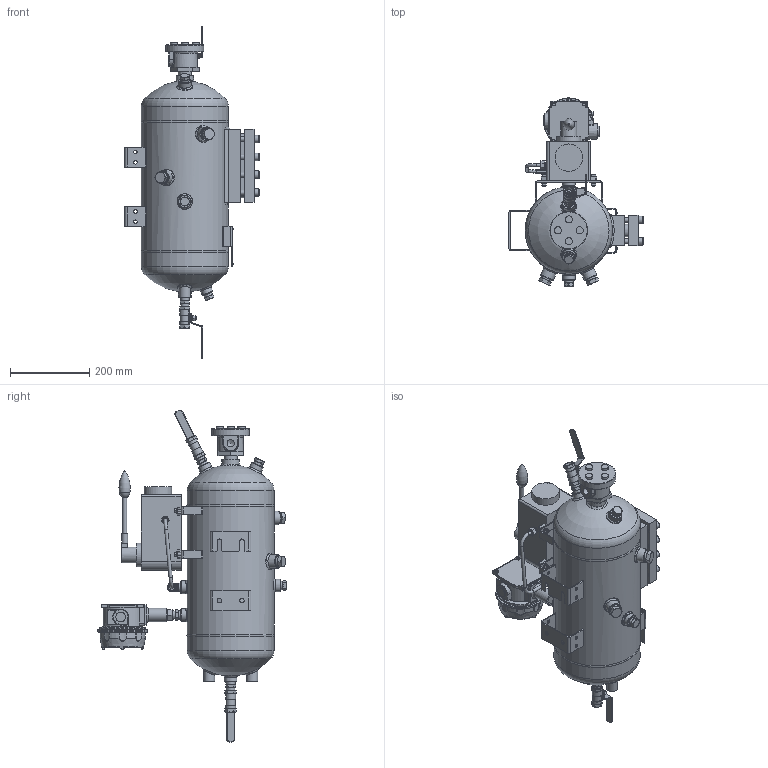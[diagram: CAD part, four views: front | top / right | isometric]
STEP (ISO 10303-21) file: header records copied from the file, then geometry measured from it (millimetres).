
FILE_DESCRIPTION(/* description */ ('Unknown'),/* implementation_level */ '2;1');
FILE_NAME(/* name */ '15HP115CCSSECBB--',/* time_stamp */ '2023-06-05T13:15:19+01:00',/* author */ ('Unknown'),/* organization */ ('Unknown'),/* preprocessor_version */ 'ST-DEVELOPER v18.102',/* originating_system */ 'Solid Edge',/* authorisation */ 'Unknown');
FILE_SCHEMA (('AUTOMOTIVE_DESIGN {1 0 10303 214 3 1 1}'));
Length unit declared in the file: millimetre
Products named in the file (62): 3166175; 2071136; 2071579; 2071580; 2071581; 2032222; 2071564; 2071566; 2032161; 2032149; 2032158; 2033755; 2032164; 2032155; 2032147; 2071570; 2032318; 2032223; 2008870; 2012357; 2030293; 2071136_1,011_3,280_Fillet 13_oa_0; 2071136_1,011_3,280_Fillet 13_oa_1; 2051700; 2071136_1,011_3,280_Fillet 13_oa_2; 2071136_1,011_3,280_Fillet 13_oa_3; 2071136_1,011_3,280_Fillet 13_oa_4; 2071136_1,011_3,280_Fillet 13_oa_5; 2071136_1,011_3,280_Fillet 13_oa_6; 2071136_1,011_3,280_Fillet 13_oa_7; 2071136_1,011_3,280_Fillet 13_oa_8; 2071136_1,011_3,280_Fillet 13_oa_9; 2071136_1,011_3,280_Fillet 13_oa_10; 2071136_1,011_3,280_Fillet 13_oa_11; 2071136_1,011_3,280_Fillet 13_oa_12; 2071136_1,011_3,280_Fillet 13_oa_13; 2071136_1,011_3,280_Fillet 13_oa_14; 2071136_1,011_3,280_Fillet 13_oa_15; 2071136_1,011_3,280_Fillet 13_oa_16; 2071136_1,011_3,280_Fillet 13_oa_17 ...
Assembly tree (101 placements, depth 4):
  3166175
    2071136
      2071579
      2071580
      2071581
      2032222
      2071564
      2071566  x6
      2032161
        2032149
        2032158
        2033755  x8
        2032164  x2
        2032155
      2032147  x2
      2071570  x2
      2032318
      2032223  x2
      2008870
      2012357
      2030293
      2071136_1,011_3,280_Fillet 13_oa_0
      2071136_1,011_3,280_Fillet 13_oa_1
      2051700  x4
      2071136_1,011_3,280_Fillet 13_oa_2
      2071136_1,011_3,280_Fillet 13_oa_3
      2071136_1,011_3,280_Fillet 13_oa_4
      2071136_1,011_3,280_Fillet 13_oa_5
      2071136_1,011_3,280_Fillet 13_oa_6
      2071136_1,011_3,280_Fillet 13_oa_7
      2071136_1,011_3,280_Fillet 13_oa_8
      2071136_1,011_3,280_Fillet 13_oa_9
      2071136_1,011_3,280_Fillet 13_oa_10
      2071136_1,011_3,280_Fillet 13_oa_11
      2071136_1,011_3,280_Fillet 13_oa_12
      2071136_1,011_3,280_Fillet 13_oa_13
      2071136_1,011_3,280_Fillet 13_oa_14
      2071136_1,011_3,280_Fillet 13_oa_15
      2071136_1,011_3,280_Fillet 13_oa_16
      2071136_1,011_3,280_Fillet 13_oa_17
      2071136_1,011_3,280_Fillet 13_oa_18
      2071136_1,011_3,280_Fillet 13_oa_19
      2071136_1,011_3,280_Fillet 13_oa_20
      2071136_1,011_3,280_Fillet 13_oa_21
      2071136_1,011_3,280_Fillet 13_oa_22
      2071136_1,011_3,280_Fillet 13_oa_23
      2071136_1,011_3,280_Fillet 13_oa_24
      2071613
    2026468
    2026341
    3165385
    2028920  x8
    2028924  x4
    2028922  x4
    2027020  x4
    2009297  x2
    2018289
    2052089  x3
    3165548
    2026341_oa_25
Bounding box: 338.56 x 474.97 x 837.42 mm (x, y, z)
Volume: 5367925.3 mm3; surface area: 1814038 mm2
Topology: 128 solids, 128 shells, 2325 faces, 5260 edges, 3199 vertices
Faces by surface type: plane 904, cylinder 599, cone 337, bspline 210, torus 195, sphere 80
Full cylindrical faces by diameter (mm): 2 x4, 3.2 x4, 4 x8, 4.698 x3, 4.917 x4, 5 x4, 6 x4, 6.2 x1, 6.35 x4, 6.4 x8, 6.401 x2, 7 x4, 7.62 x2, 8 x11, 9 x8, 9.2 x2, 9.5 x3, 10 x3, 10.16 x1, 10.584 x8, 11 x2, 11.608 x1, 12 x8, 12.7 x16, 13 x2, 13.716 x1, 13.97 x3, 14 x8, 14.598 x1, 15.234 x1
Entity records: 79570 total; most frequent: CARTESIAN_POINT 33171, DIRECTION 7704, ORIENTED_EDGE 7054, EDGE_CURVE 3527, AXIS2_PLACEMENT_3D 3122, FACE_BOUND 2388, EDGE_LOOP 2378, VERTEX_POINT 2361
